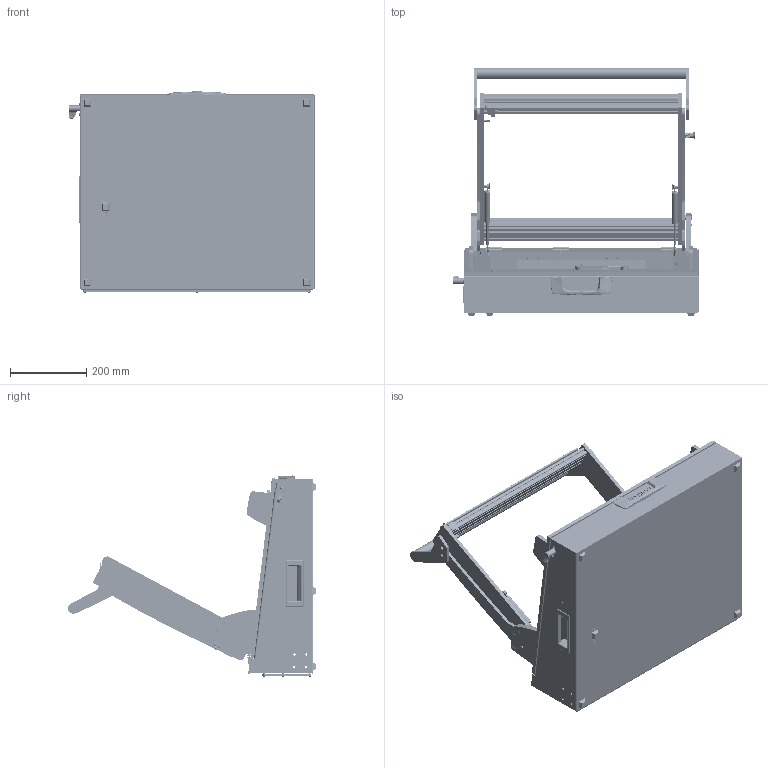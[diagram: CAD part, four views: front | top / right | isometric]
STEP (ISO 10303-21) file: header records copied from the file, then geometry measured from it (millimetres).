
FILE_DESCRIPTION (( 'STEP AP214' ), '1' );
FILE_NAME ('INGUN_32500_open.STEP', '2023-01-27T10:10:03', ( '' ), ( '' ), 'SwSTEP 2.0', 'SolidWorks 2021', '' );
FILE_SCHEMA (( 'AUTOMOTIVE_DESIGN' ));
Length unit declared in the file: millimetre
Products named in the file (107): 32724~1; ASR~asr_拱04,2x07x拌8; 110443~0_S; 55712~0_KUNDE<S>; 114566~0_S; 21332_01~0; 111995~1_S; ISO7380~n_M04,0x020; 34328~1_S; DIN125~n_05,3 M05,0 Fase; 53032~0_S; 31444~14_KUNDE<S>; 2281~0; 109953~0_KUNDE<S>; DIN914~n_M04,0x05; 37792~1_S; 110705~2_S; 38827~0_S; 2528~0; 35649~1_S; ISO7380~n_M05,0x008; 8804~0; 49317~0; DIN125~n_04,3 M04,0; 31253~0_S; 109954~0_KUNDE<S>; 21332_02~0; 112086~2_S; ISO7380~n_M04,0x012; 31555~4_S; 31442~5_mit Zentrierstifen <S>; 35651~1_S; 32171~0_S; ISO7380~n_M04,0x008; 109935~0_KUNDE<S>; 31446~15_KUNDE<S>; 2720~0; 32578~1_S; 30758_01~0_S; 30955~0_S ...
Assembly tree (226 placements, depth 6):
  INGUN_32500_open
    32504~6_S
      32333~12
      31555~4_S
      21332~0_MA 2112<Standard>
        21332_02~0
        21332_01~0
      20902~0
      30758~0_S  x2
        30758_01~0_S
        30758_02~0_S
        38564~0
      2720~0  x5
      53032~0_S
      32171~0_S
      32462~0_S
      29805~4_geschlossen<S>
        110322~4_S
        110705~2_S
        30984~0_S
        110231~1_S
        110443~0_S
        30112~0
        ISO7380~n_M05,0x030
        ISO7380~n_M04,0x008  x2
        DIN914~n_M04,0x05
      35334~0_S
      ISO7380~n_M04,0x012  x4
      DIN7991~n_M05,0x012  x2
      DIN7991~n_M05,0x016
      DIN985-A2~n_M05,0  x3
      8804~0
      DIN125~n_05,3 M05,0 Fase  x2
    37790~9_KUNDE offen<S>
      109771~2_offen<S>
        38001~13
        37968~2_S
        37971~8_S
        37972~6_S
        2281~0_180ø<Standard>  x3
          2281~0
        32341~6_S
        53031~0_S
        35649~1_S
        35651~1_S
        31253~0_S
        30955~0_S
        30915~0
        ASR~asr_拱04,2x07x拌8  x2
        2528~0  x2
        31109~0
        37973~3_S
        38827~0_S
        31666~1_S
        114566~0_S  x2
          112087~1_S
            111995~1_S
            112086~2_S
            DIN125~n_05,3 M05,0 Fase
          49317~0
Bounding box: 647.49 x 650.5 x 528.02 mm (x, y, z)
Volume: 6350355.8 mm3; surface area: 3505875.4 mm2
Topology: 229 solids, 229 shells, 5879 faces, 14742 edges, 9360 vertices
Faces by surface type: cylinder 2406, plane 2234, cone 803, bspline 235, torus 101, sphere 100
Entity records: 124279 total; most frequent: CARTESIAN_POINT 30038, DIRECTION 18771, ORIENTED_EDGE 17402, EDGE_CURVE 8701, AXIS2_PLACEMENT_3D 7072, VERTEX_POINT 5597, VECTOR 4627, LINE 4627
